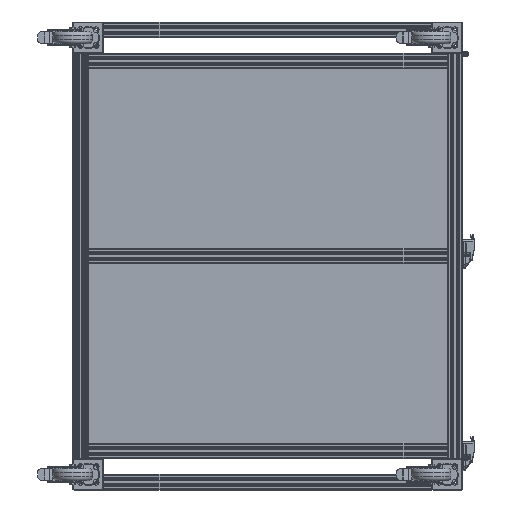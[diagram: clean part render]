
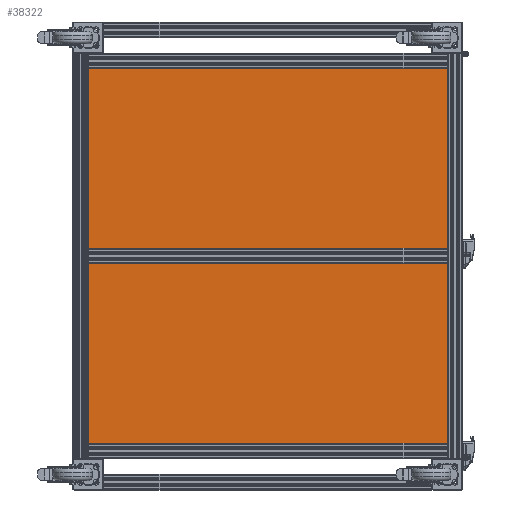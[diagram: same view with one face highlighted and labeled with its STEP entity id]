
A CAD part, front view. The second image highlights one B-rep face of the part: STEP entity #38322.
In plain terms, the highlighted face is planar.
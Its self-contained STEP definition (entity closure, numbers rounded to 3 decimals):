
#3222=CIRCLE('',#44679,3.3);
#3223=CIRCLE('',#44680,3.3);
#3224=CIRCLE('',#44681,3.3);
#3225=CIRCLE('',#44682,3.3);
#3226=CIRCLE('',#44683,3.3);
#3227=CIRCLE('',#44684,3.3);
#3228=CIRCLE('',#44685,3.3);
#3229=CIRCLE('',#44686,3.3);
#3230=CIRCLE('',#44687,3.3);
#13599=ORIENTED_EDGE('',*,*,#19649,.T.);
#13600=ORIENTED_EDGE('',*,*,#19650,.T.);
#13601=ORIENTED_EDGE('',*,*,#19651,.T.);
#13602=ORIENTED_EDGE('',*,*,#19652,.T.);
#13603=ORIENTED_EDGE('',*,*,#19653,.T.);
#13604=ORIENTED_EDGE('',*,*,#19654,.T.);
#13605=ORIENTED_EDGE('',*,*,#19655,.T.);
#13606=ORIENTED_EDGE('',*,*,#19656,.T.);
#13607=ORIENTED_EDGE('',*,*,#19657,.T.);
#13608=ORIENTED_EDGE('',*,*,#19628,.F.);
#13609=ORIENTED_EDGE('',*,*,#19638,.F.);
#13610=ORIENTED_EDGE('',*,*,#19635,.F.);
#13611=ORIENTED_EDGE('',*,*,#19632,.F.);
#19628=EDGE_CURVE('',#23515,#23516,#27126,.T.);
#19632=EDGE_CURVE('',#23516,#23519,#27130,.T.);
#19635=EDGE_CURVE('',#23519,#23521,#27133,.T.);
#19638=EDGE_CURVE('',#23521,#23515,#27136,.T.);
#19649=EDGE_CURVE('',#23532,#23532,#3222,.T.);
#19650=EDGE_CURVE('',#23533,#23533,#3223,.T.);
#19651=EDGE_CURVE('',#23534,#23534,#3224,.T.);
#19652=EDGE_CURVE('',#23535,#23535,#3225,.T.);
#19653=EDGE_CURVE('',#23536,#23536,#3226,.T.);
#19654=EDGE_CURVE('',#23537,#23537,#3227,.T.);
#19655=EDGE_CURVE('',#23538,#23538,#3228,.T.);
#19656=EDGE_CURVE('',#23539,#23539,#3229,.T.);
#19657=EDGE_CURVE('',#23540,#23540,#3230,.T.);
#23515=VERTEX_POINT('',#67383);
#23516=VERTEX_POINT('',#67384);
#23519=VERTEX_POINT('',#67392);
#23521=VERTEX_POINT('',#67398);
#23532=VERTEX_POINT('',#67426);
#23533=VERTEX_POINT('',#67428);
#23534=VERTEX_POINT('',#67430);
#23535=VERTEX_POINT('',#67432);
#23536=VERTEX_POINT('',#67434);
#23537=VERTEX_POINT('',#67436);
#23538=VERTEX_POINT('',#67438);
#23539=VERTEX_POINT('',#67440);
#23540=VERTEX_POINT('',#67442);
#27126=LINE('',#67382,#30708);
#27130=LINE('',#67391,#30712);
#27133=LINE('',#67397,#30715);
#27136=LINE('',#67403,#30718);
#30708=VECTOR('',#55616,1000.);
#30712=VECTOR('',#55622,1000.);
#30715=VECTOR('',#55627,1000.);
#30718=VECTOR('',#55632,1000.);
#33050=EDGE_LOOP('',(#13599));
#33051=EDGE_LOOP('',(#13600));
#33052=EDGE_LOOP('',(#13601));
#33053=EDGE_LOOP('',(#13602));
#33054=EDGE_LOOP('',(#13603));
#33055=EDGE_LOOP('',(#13604));
#33056=EDGE_LOOP('',(#13605));
#33057=EDGE_LOOP('',(#13606));
#33058=EDGE_LOOP('',(#13607));
#33059=EDGE_LOOP('',(#13608,#13609,#13610,#13611));
#35298=FACE_BOUND('',#33050,.T.);
#35299=FACE_BOUND('',#33051,.T.);
#35300=FACE_BOUND('',#33052,.T.);
#35301=FACE_BOUND('',#33053,.T.);
#35302=FACE_BOUND('',#33054,.T.);
#35303=FACE_BOUND('',#33055,.T.);
#35304=FACE_BOUND('',#33056,.T.);
#35305=FACE_BOUND('',#33057,.T.);
#35306=FACE_BOUND('',#33058,.T.);
#35307=FACE_BOUND('',#33059,.T.);
#36416=PLANE('',#44678);
#38322=ADVANCED_FACE('',(#35298,#35299,#35300,#35301,#35302,#35303,#35304,
#35305,#35306,#35307),#36416,.F.);
#44678=AXIS2_PLACEMENT_3D('',#67424,#55654,#55655);
#44679=AXIS2_PLACEMENT_3D('',#67425,#55656,#55657);
#44680=AXIS2_PLACEMENT_3D('',#67427,#55658,#55659);
#44681=AXIS2_PLACEMENT_3D('',#67429,#55660,#55661);
#44682=AXIS2_PLACEMENT_3D('',#67431,#55662,#55663);
#44683=AXIS2_PLACEMENT_3D('',#67433,#55664,#55665);
#44684=AXIS2_PLACEMENT_3D('',#67435,#55666,#55667);
#44685=AXIS2_PLACEMENT_3D('',#67437,#55668,#55669);
#44686=AXIS2_PLACEMENT_3D('',#67439,#55670,#55671);
#44687=AXIS2_PLACEMENT_3D('',#67441,#55672,#55673);
#55616=DIRECTION('',(0.,-1.,0.));
#55622=DIRECTION('',(1.,0.,0.));
#55627=DIRECTION('',(0.,1.,0.));
#55632=DIRECTION('',(-1.,0.,0.));
#55654=DIRECTION('',(0.,0.,1.));
#55655=DIRECTION('',(1.,0.,0.));
#55656=DIRECTION('',(0.,0.,1.));
#55657=DIRECTION('',(0.,-1.,0.));
#55658=DIRECTION('',(0.,0.,1.));
#55659=DIRECTION('',(0.,-1.,0.));
#55660=DIRECTION('',(0.,0.,1.));
#55661=DIRECTION('',(0.,-1.,0.));
#55662=DIRECTION('',(0.,0.,1.));
#55663=DIRECTION('',(0.,-1.,0.));
#55664=DIRECTION('',(0.,0.,1.));
#55665=DIRECTION('',(0.,-1.,0.));
#55666=DIRECTION('',(0.,0.,1.));
#55667=DIRECTION('',(0.,-1.,0.));
#55668=DIRECTION('',(0.,0.,1.));
#55669=DIRECTION('',(0.,-1.,0.));
#55670=DIRECTION('',(0.,0.,1.));
#55671=DIRECTION('',(0.,-1.,0.));
#55672=DIRECTION('',(0.,0.,1.));
#55673=DIRECTION('',(0.,-1.,0.));
#67382=CARTESIAN_POINT('',(-460.,519.,-2.));
#67383=CARTESIAN_POINT('',(-460.,519.,-2.));
#67384=CARTESIAN_POINT('',(-460.,-519.,-2.));
#67391=CARTESIAN_POINT('',(-460.,-519.,-2.));
#67392=CARTESIAN_POINT('',(460.,-519.,-2.));
#67397=CARTESIAN_POINT('',(460.,-519.,-2.));
#67398=CARTESIAN_POINT('',(460.,519.,-2.));
#67403=CARTESIAN_POINT('',(460.,519.,-2.));
#67424=CARTESIAN_POINT('',(-460.,-519.,-2.));
#67425=CARTESIAN_POINT('',(-360.,-500.,-2.));
#67426=CARTESIAN_POINT('',(-360.,-503.3,-2.));
#67427=CARTESIAN_POINT('',(0.,-500.,-2.));
#67428=CARTESIAN_POINT('',(0.,-503.3,-2.));
#67429=CARTESIAN_POINT('',(360.,-500.,-2.));
#67430=CARTESIAN_POINT('',(360.,-503.3,-2.));
#67431=CARTESIAN_POINT('',(360.,0.,-2.));
#67432=CARTESIAN_POINT('',(360.,-3.3,-2.));
#67433=CARTESIAN_POINT('',(0.,0.,-2.));
#67434=CARTESIAN_POINT('',(0.,-3.3,-2.));
#67435=CARTESIAN_POINT('',(-360.,0.,-2.));
#67436=CARTESIAN_POINT('',(-360.,-3.3,-2.));
#67437=CARTESIAN_POINT('',(-360.,500.,-2.));
#67438=CARTESIAN_POINT('',(-360.,496.7,-2.));
#67439=CARTESIAN_POINT('',(0.,500.,-2.));
#67440=CARTESIAN_POINT('',(0.,496.7,-2.));
#67441=CARTESIAN_POINT('',(360.,500.,-2.));
#67442=CARTESIAN_POINT('',(360.,496.7,-2.));
